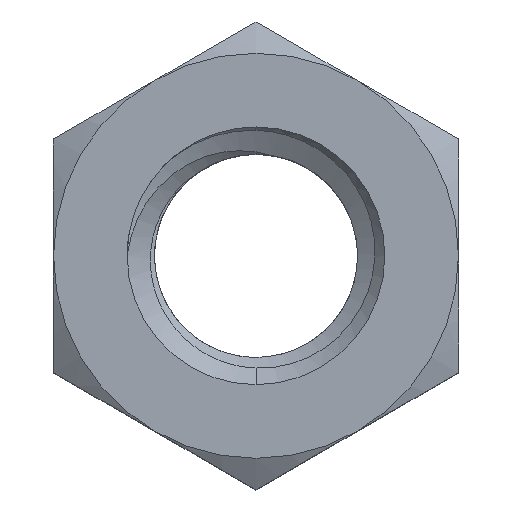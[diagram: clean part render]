
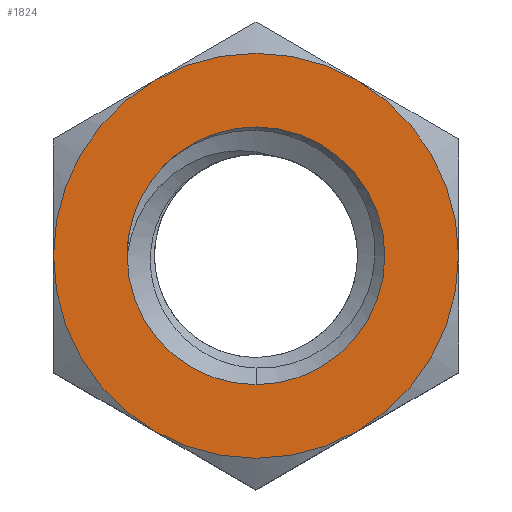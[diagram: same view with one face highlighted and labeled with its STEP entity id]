
A CAD part, top view. The second image highlights one B-rep face of the part: STEP entity #1824.
In plain terms, the highlighted planar face has unit normal (0, 0, 1).
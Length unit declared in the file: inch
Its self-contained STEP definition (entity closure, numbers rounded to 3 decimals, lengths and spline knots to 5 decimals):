
#7 = DIRECTION ( 'NONE',  ( 0., 0., 1. ) ) ;
#30 = DIRECTION ( 'NONE',  ( 1., 0., 0. ) ) ;
#31 = DIRECTION ( 'NONE',  ( 0., 0., 1. ) ) ;
#37 = DIRECTION ( 'NONE',  ( 1., 0., 0. ) ) ;
#38 = DIRECTION ( 'NONE',  ( 0., 0., 1. ) ) ;
#39 = CARTESIAN_POINT ( 'NONE',  ( 0., 0., 0.1875 ) ) ;
#40 = DIRECTION ( 'NONE',  ( 1., 0., 0. ) ) ;
#41 = DIRECTION ( 'NONE',  ( 0., 0., 1. ) ) ;
#60 = CARTESIAN_POINT ( 'NONE',  ( 0., 0., 0.1875 ) ) ;
#66 = DIRECTION ( 'NONE',  ( 1., 0., 0. ) ) ;
#103 = CARTESIAN_POINT ( 'NONE',  ( 0., 0., 0.1875 ) ) ;
#146 = CARTESIAN_POINT ( 'NONE',  ( 0., 0., 0.1875 ) ) ;
#209 = DIRECTION ( 'NONE',  ( 1., 0., 0. ) ) ;
#212 = DIRECTION ( 'NONE',  ( 0., 0., 1. ) ) ;
#264 = DIRECTION ( 'NONE',  ( 1., 0., 0. ) ) ;
#327 = CARTESIAN_POINT ( 'NONE',  ( 0., 0., 0.1875 ) ) ;
#360 = DIRECTION ( 'NONE',  ( 1., 0., 0. ) ) ;
#361 = DIRECTION ( 'NONE',  ( 0., 0., 1. ) ) ;
#367 = CARTESIAN_POINT ( 'NONE',  ( 0., 0., 0.1875 ) ) ;
#377 = CARTESIAN_POINT ( 'NONE',  ( 0., 0., 0.1875 ) ) ;
#423 = CARTESIAN_POINT ( 'NONE',  ( 0., 0., 0.1875 ) ) ;
#433 = DIRECTION ( 'NONE',  ( 0., 0., 1. ) ) ;
#444 = DIRECTION ( 'NONE',  ( 1., 0., 0. ) ) ;
#468 = DIRECTION ( 'NONE',  ( 0., 0., 1. ) ) ;
#486 = PLANE ( 'NONE',  #2259 ) ;
#487 = CARTESIAN_POINT ( 'NONE',  ( -0.34375, 0.19846, 0.1875 ) ) ;
#537 = DIRECTION ( 'NONE',  ( 1., 0., 0. ) ) ;
#543 = DIRECTION ( 'NONE',  ( 0., 0., 1. ) ) ;
#574 = CARTESIAN_POINT ( 'NONE',  ( 0., 0., 0.1875 ) ) ;
#587 = DIRECTION ( 'NONE',  ( 1., 0., 0. ) ) ;
#600 = DIRECTION ( 'NONE',  ( 0., 0., 1. ) ) ;
#745 = ORIENTED_EDGE ( 'NONE', *, *, #2208, .T. ) ;
#749 = EDGE_LOOP ( 'NONE', ( #780, #745, #751, #2652, #2635, #2450 ) ) ;
#751 = ORIENTED_EDGE ( 'NONE', *, *, #2240, .T. ) ;
#754 = ORIENTED_EDGE ( 'NONE', *, *, #2290, .F. ) ;
#764 = ORIENTED_EDGE ( 'NONE', *, *, #2212, .F. ) ;
#771 = ORIENTED_EDGE ( 'NONE', *, *, #2279, .F. ) ;
#776 = ORIENTED_EDGE ( 'NONE', *, *, #2286, .F. ) ;
#780 = ORIENTED_EDGE ( 'NONE', *, *, #2348, .T. ) ;
#785 = EDGE_LOOP ( 'NONE', ( #771, #754, #764, #776 ) ) ;
#1305 = CARTESIAN_POINT ( 'NONE',  ( -0.17188, 0.2977, 0.1875 ) ) ;
#1311 = CARTESIAN_POINT ( 'NONE',  ( 0., -0.21875, 0.1875 ) ) ;
#1318 = VERTEX_POINT ( 'NONE', #1472 ) ;
#1327 = VERTEX_POINT ( 'NONE', #1369 ) ;
#1333 = VERTEX_POINT ( 'NONE', #1365 ) ;
#1365 = CARTESIAN_POINT ( 'NONE',  ( 0.17187, 0.2977, 0.1875 ) ) ;
#1369 = CARTESIAN_POINT ( 'NONE',  ( 0., 0.21875, 0.1875 ) ) ;
#1391 = CARTESIAN_POINT ( 'NONE',  ( -0.21875, 0., 0.1875 ) ) ;
#1392 = CARTESIAN_POINT ( 'NONE',  ( -0.34375, 0., 0.1875 ) ) ;
#1395 = CARTESIAN_POINT ( 'NONE',  ( 0.17187, -0.2977, 0.1875 ) ) ;
#1404 = CARTESIAN_POINT ( 'NONE',  ( 0.34375, 0., 0.1875 ) ) ;
#1425 = CARTESIAN_POINT ( 'NONE',  ( -0.17187, -0.2977, 0.1875 ) ) ;
#1443 = VERTEX_POINT ( 'NONE', #1305 ) ;
#1444 = VERTEX_POINT ( 'NONE', #1311 ) ;
#1446 = VERTEX_POINT ( 'NONE', #1404 ) ;
#1454 = VERTEX_POINT ( 'NONE', #1395 ) ;
#1455 = VERTEX_POINT ( 'NONE', #1391 ) ;
#1457 = VERTEX_POINT ( 'NONE', #1392 ) ;
#1472 = CARTESIAN_POINT ( 'NONE',  ( -0.15498, 0.15438, 0.1875 ) ) ;
#1483 = VERTEX_POINT ( 'NONE', #1425 ) ;
#1824 = ADVANCED_FACE ( 'NONE', ( #2489, #2431 ), #486, .T. ) ;
#1856 = CIRCLE ( 'NONE', #2234, 0.21875 ) ;
#1860 = CIRCLE ( 'NONE', #2253, 0.34375 ) ;
#1866 = CIRCLE ( 'NONE', #2343, 0.21875 ) ;
#1892 = CIRCLE ( 'NONE', #2339, 0.34375 ) ;
#1895 = CIRCLE ( 'NONE', #2296, 0.34375 ) ;
#1900 = CIRCLE ( 'NONE', #2332, 0.21875 ) ;
#2127 = DIRECTION ( 'NONE',  ( 1., 0., 0. ) ) ;
#2131 = CARTESIAN_POINT ( 'NONE',  ( 0., 0., 0.1875 ) ) ;
#2133 = DIRECTION ( 'NONE',  ( 0., 0., 1. ) ) ;
#2208 = EDGE_CURVE ( 'NONE', #1446, #1333, #2439, .T. ) ;
#2212 = EDGE_CURVE ( 'NONE', #1444, #1327, #2495, .T. ) ;
#2234 = AXIS2_PLACEMENT_3D ( 'NONE', #146, #212, #209 ) ;
#2240 = EDGE_CURVE ( 'NONE', #1333, #1443, #2412, .T. ) ;
#2244 = AXIS2_PLACEMENT_3D ( 'NONE', #423, #600, #587 ) ;
#2253 = AXIS2_PLACEMENT_3D ( 'NONE', #2131, #2133, #2127 ) ;
#2259 = AXIS2_PLACEMENT_3D ( 'NONE', #487, #543, #537 ) ;
#2265 = EDGE_CURVE ( 'NONE', #1443, #1457, #2436, .T. ) ;
#2279 = EDGE_CURVE ( 'NONE', #1318, #1455, #1856, .T. ) ;
#2286 = EDGE_CURVE ( 'NONE', #1455, #1444, #1866, .T. ) ;
#2290 = EDGE_CURVE ( 'NONE', #1327, #1318, #1900, .T. ) ;
#2296 = AXIS2_PLACEMENT_3D ( 'NONE', #39, #31, #30 ) ;
#2299 = EDGE_CURVE ( 'NONE', #1457, #1483, #1892, .T. ) ;
#2302 = EDGE_CURVE ( 'NONE', #1483, #1454, #1895, .T. ) ;
#2327 = AXIS2_PLACEMENT_3D ( 'NONE', #574, #468, #264 ) ;
#2332 = AXIS2_PLACEMENT_3D ( 'NONE', #103, #41, #40 ) ;
#2339 = AXIS2_PLACEMENT_3D ( 'NONE', #60, #38, #37 ) ;
#2340 = AXIS2_PLACEMENT_3D ( 'NONE', #367, #361, #360 ) ;
#2343 = AXIS2_PLACEMENT_3D ( 'NONE', #377, #7, #66 ) ;
#2348 = EDGE_CURVE ( 'NONE', #1454, #1446, #1860, .T. ) ;
#2356 = AXIS2_PLACEMENT_3D ( 'NONE', #327, #433, #444 ) ;
#2412 = CIRCLE ( 'NONE', #2244, 0.34375 ) ;
#2431 = FACE_OUTER_BOUND ( 'NONE', #749, .T. ) ;
#2436 = CIRCLE ( 'NONE', #2327, 0.34375 ) ;
#2439 = CIRCLE ( 'NONE', #2356, 0.34375 ) ;
#2450 = ORIENTED_EDGE ( 'NONE', *, *, #2302, .T. ) ;
#2489 = FACE_BOUND ( 'NONE', #785, .T. ) ;
#2495 = CIRCLE ( 'NONE', #2340, 0.21875 ) ;
#2635 = ORIENTED_EDGE ( 'NONE', *, *, #2299, .T. ) ;
#2652 = ORIENTED_EDGE ( 'NONE', *, *, #2265, .T. ) ;
